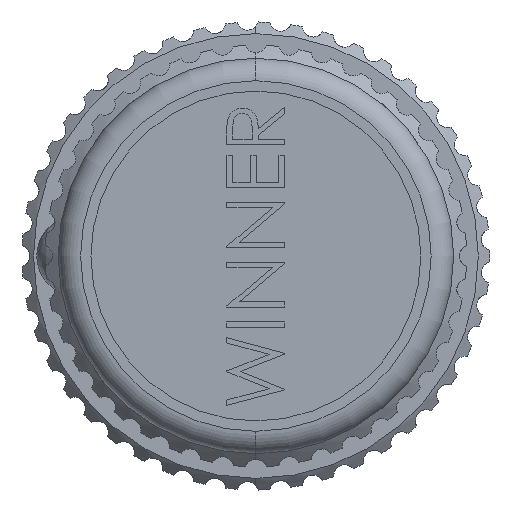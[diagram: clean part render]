
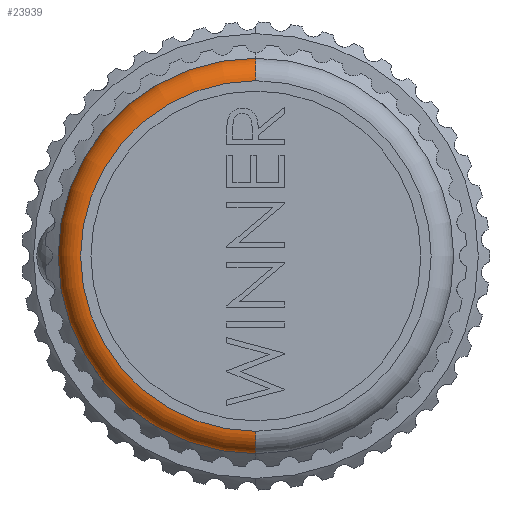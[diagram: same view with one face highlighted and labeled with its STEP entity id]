
A CAD part, left-side view. The second image highlights one B-rep face of the part: STEP entity #23939.
In plain terms, the highlighted toroidal (fillet/blend) face has major radius 12.009 mm and minor radius 1.6 mm.
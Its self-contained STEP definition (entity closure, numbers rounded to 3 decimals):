
#567 = VERTEX_POINT ( 'NONE', #23435 ) ;
#744 = EDGE_CURVE ( 'NONE', #20467, #5506, #24585, .T. ) ;
#772 = DIRECTION ( 'NONE',  ( -1., 0., 0. ) ) ;
#959 = EDGE_CURVE ( 'NONE', #5506, #567, #2916, .T. ) ;
#2563 = CARTESIAN_POINT ( 'NONE',  ( -25.5, 0., 0. ) ) ;
#2593 = CARTESIAN_POINT ( 'NONE',  ( -25.5, 0., 12.059 ) ) ;
#2916 = CIRCLE ( 'NONE', #7116, 1.6 ) ;
#3040 = ORIENTED_EDGE ( 'NONE', *, *, #744, .T. ) ;
#4148 = AXIS2_PLACEMENT_3D ( 'NONE', #6579, #22198, #8831 ) ;
#5506 = VERTEX_POINT ( 'NONE', #9066 ) ;
#6548 = CARTESIAN_POINT ( 'NONE',  ( -23.901, 0., 12.009 ) ) ;
#6579 = CARTESIAN_POINT ( 'NONE',  ( -23.901, 0., 0. ) ) ;
#7116 = AXIS2_PLACEMENT_3D ( 'NONE', #11022, #17386, #8782 ) ;
#7830 = VERTEX_POINT ( 'NONE', #2593 ) ;
#8526 = CARTESIAN_POINT ( 'NONE',  ( -23.73, 0., 13.6 ) ) ;
#8782 = DIRECTION ( 'NONE',  ( 0., 0., 1. ) ) ;
#8831 = DIRECTION ( 'NONE',  ( 0., 0., 1. ) ) ;
#9066 = CARTESIAN_POINT ( 'NONE',  ( -23.73, 0., -13.6 ) ) ;
#10936 = DIRECTION ( 'NONE',  ( 0., 0., -1. ) ) ;
#11022 = CARTESIAN_POINT ( 'NONE',  ( -23.901, 0., -12.009 ) ) ;
#11861 = CIRCLE ( 'NONE', #27842, 12.059 ) ;
#13196 = DIRECTION ( 'NONE',  ( 0., -1., 0. ) ) ;
#13378 = FACE_OUTER_BOUND ( 'NONE', #28282, .T. ) ;
#13660 = AXIS2_PLACEMENT_3D ( 'NONE', #20927, #772, #21119 ) ;
#13718 = DIRECTION ( 'NONE',  ( -1., 0., 0. ) ) ;
#14633 = EDGE_CURVE ( 'NONE', #7830, #567, #11861, .T. ) ;
#14740 = CIRCLE ( 'NONE', #24201, 1.6 ) ;
#17386 = DIRECTION ( 'NONE',  ( 0., 1., 0. ) ) ;
#18116 = DIRECTION ( 'NONE',  ( 0., 0., 1. ) ) ;
#18757 = ORIENTED_EDGE ( 'NONE', *, *, #14633, .F. ) ;
#20467 = VERTEX_POINT ( 'NONE', #8526 ) ;
#20745 = ORIENTED_EDGE ( 'NONE', *, *, #24418, .F. ) ;
#20927 = CARTESIAN_POINT ( 'NONE',  ( -23.73, 0., 0. ) ) ;
#21119 = DIRECTION ( 'NONE',  ( 0., 0., 1. ) ) ;
#22198 = DIRECTION ( 'NONE',  ( -1., 0., 0. ) ) ;
#23141 = TOROIDAL_SURFACE ( 'NONE', #4148, 12.009, 1.6 ) ;
#23435 = CARTESIAN_POINT ( 'NONE',  ( -25.5, 0., -12.059 ) ) ;
#23812 = ORIENTED_EDGE ( 'NONE', *, *, #959, .T. ) ;
#23939 = ADVANCED_FACE ( 'NONE', ( #13378 ), #23141, .T. ) ;
#24201 = AXIS2_PLACEMENT_3D ( 'NONE', #6548, #13196, #10936 ) ;
#24418 = EDGE_CURVE ( 'NONE', #20467, #7830, #14740, .T. ) ;
#24585 = CIRCLE ( 'NONE', #13660, 13.6 ) ;
#27842 = AXIS2_PLACEMENT_3D ( 'NONE', #2563, #13718, #18116 ) ;
#28282 = EDGE_LOOP ( 'NONE', ( #3040, #23812, #18757, #20745 ) ) ;
